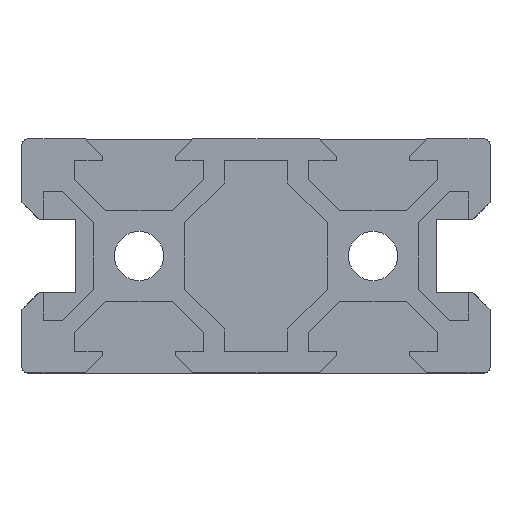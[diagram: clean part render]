
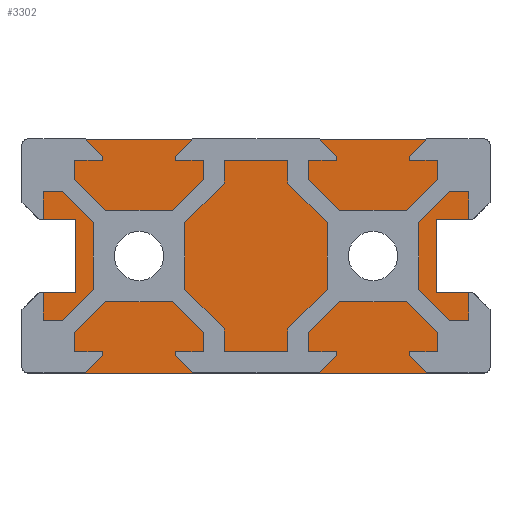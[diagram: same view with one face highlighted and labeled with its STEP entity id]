
A CAD part, front view. The second image highlights one B-rep face of the part: STEP entity #3302.
In plain terms, the highlighted planar face has unit normal (0, -1, 0).
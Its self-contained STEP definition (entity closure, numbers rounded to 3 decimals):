
#57=FACE_BOUND('',#507,.T.);
#58=FACE_BOUND('',#508,.T.);
#166=PLANE('',#3558);
#320=FACE_OUTER_BOUND('',#506,.T.);
#506=EDGE_LOOP('',(#2903,#2904,#2905,#2906,#2907,#2908,#2909,#2910,#2911,
#2912,#2913,#2914,#2915,#2916,#2917,#2918,#2919,#2920,#2921,#2922));
#507=EDGE_LOOP('',(#2923));
#508=EDGE_LOOP('',(#2924));
#875=LINE('',#5293,#1267);
#882=LINE('',#5332,#1274);
#895=LINE('',#5359,#1287);
#896=LINE('',#5361,#1288);
#897=LINE('',#5363,#1289);
#898=LINE('',#5365,#1290);
#899=LINE('',#5367,#1291);
#900=LINE('',#5369,#1292);
#901=LINE('',#5370,#1293);
#902=LINE('',#5372,#1294);
#903=LINE('',#5374,#1295);
#904=LINE('',#5376,#1296);
#905=LINE('',#5378,#1297);
#906=LINE('',#5380,#1298);
#907=LINE('',#5382,#1299);
#908=LINE('',#5383,#1300);
#1267=VECTOR('',#4249,10.);
#1274=VECTOR('',#4292,10.);
#1287=VECTOR('',#4307,10.);
#1288=VECTOR('',#4308,10.);
#1289=VECTOR('',#4309,10.);
#1290=VECTOR('',#4310,10.);
#1291=VECTOR('',#4311,10.);
#1292=VECTOR('',#4312,10.);
#1293=VECTOR('',#4313,10.);
#1294=VECTOR('',#4314,10.);
#1295=VECTOR('',#4315,10.);
#1296=VECTOR('',#4316,10.);
#1297=VECTOR('',#4317,10.);
#1298=VECTOR('',#4318,10.);
#1299=VECTOR('',#4319,10.);
#1300=VECTOR('',#4320,10.);
#1389=CIRCLE('',#3525,0.5);
#1398=CIRCLE('',#3538,0.5);
#1401=CIRCLE('',#3543,0.5);
#1410=CIRCLE('',#3556,0.5);
#1411=CIRCLE('',#3559,2.6);
#1412=CIRCLE('',#3560,2.6);
#1661=VERTEX_POINT('',#5260);
#1662=VERTEX_POINT('',#5261);
#1671=VERTEX_POINT('',#5287);
#1672=VERTEX_POINT('',#5288);
#1675=VERTEX_POINT('',#5299);
#1676=VERTEX_POINT('',#5300);
#1685=VERTEX_POINT('',#5326);
#1686=VERTEX_POINT('',#5327);
#1699=VERTEX_POINT('',#5358);
#1700=VERTEX_POINT('',#5360);
#1701=VERTEX_POINT('',#5362);
#1702=VERTEX_POINT('',#5364);
#1703=VERTEX_POINT('',#5366);
#1704=VERTEX_POINT('',#5368);
#1705=VERTEX_POINT('',#5371);
#1706=VERTEX_POINT('',#5373);
#1707=VERTEX_POINT('',#5375);
#1708=VERTEX_POINT('',#5377);
#1709=VERTEX_POINT('',#5379);
#1710=VERTEX_POINT('',#5381);
#1711=VERTEX_POINT('',#5384);
#1712=VERTEX_POINT('',#5386);
#2075=EDGE_CURVE('',#1661,#1662,#1389,.T.);
#2088=EDGE_CURVE('',#1671,#1672,#1398,.T.);
#2091=EDGE_CURVE('',#1661,#1672,#875,.T.);
#2094=EDGE_CURVE('',#1675,#1676,#1401,.T.);
#2107=EDGE_CURVE('',#1685,#1686,#1410,.T.);
#2110=EDGE_CURVE('',#1685,#1676,#882,.T.);
#2123=EDGE_CURVE('',#1671,#1699,#895,.T.);
#2124=EDGE_CURVE('',#1699,#1700,#896,.T.);
#2125=EDGE_CURVE('',#1700,#1701,#897,.T.);
#2126=EDGE_CURVE('',#1701,#1702,#898,.F.);
#2127=EDGE_CURVE('',#1702,#1703,#899,.T.);
#2128=EDGE_CURVE('',#1703,#1704,#900,.T.);
#2129=EDGE_CURVE('',#1704,#1686,#901,.T.);
#2130=EDGE_CURVE('',#1675,#1705,#902,.T.);
#2131=EDGE_CURVE('',#1705,#1706,#903,.T.);
#2132=EDGE_CURVE('',#1706,#1707,#904,.T.);
#2133=EDGE_CURVE('',#1707,#1708,#905,.F.);
#2134=EDGE_CURVE('',#1708,#1709,#906,.T.);
#2135=EDGE_CURVE('',#1709,#1710,#907,.T.);
#2136=EDGE_CURVE('',#1710,#1662,#908,.T.);
#2137=EDGE_CURVE('',#1711,#1711,#1411,.T.);
#2138=EDGE_CURVE('',#1712,#1712,#1412,.T.);
#2903=ORIENTED_EDGE('',*,*,#2075,.F.);
#2904=ORIENTED_EDGE('',*,*,#2091,.T.);
#2905=ORIENTED_EDGE('',*,*,#2088,.F.);
#2906=ORIENTED_EDGE('',*,*,#2123,.T.);
#2907=ORIENTED_EDGE('',*,*,#2124,.T.);
#2908=ORIENTED_EDGE('',*,*,#2125,.T.);
#2909=ORIENTED_EDGE('',*,*,#2126,.T.);
#2910=ORIENTED_EDGE('',*,*,#2127,.T.);
#2911=ORIENTED_EDGE('',*,*,#2128,.T.);
#2912=ORIENTED_EDGE('',*,*,#2129,.T.);
#2913=ORIENTED_EDGE('',*,*,#2107,.F.);
#2914=ORIENTED_EDGE('',*,*,#2110,.T.);
#2915=ORIENTED_EDGE('',*,*,#2094,.F.);
#2916=ORIENTED_EDGE('',*,*,#2130,.T.);
#2917=ORIENTED_EDGE('',*,*,#2131,.T.);
#2918=ORIENTED_EDGE('',*,*,#2132,.T.);
#2919=ORIENTED_EDGE('',*,*,#2133,.T.);
#2920=ORIENTED_EDGE('',*,*,#2134,.T.);
#2921=ORIENTED_EDGE('',*,*,#2135,.T.);
#2922=ORIENTED_EDGE('',*,*,#2136,.T.);
#2923=ORIENTED_EDGE('',*,*,#2137,.T.);
#2924=ORIENTED_EDGE('',*,*,#2138,.T.);
#3302=ADVANCED_FACE('',(#320,#57,#58),#166,.F.);
#3525=AXIS2_PLACEMENT_3D('',#5262,#4213,#4214);
#3538=AXIS2_PLACEMENT_3D('',#5289,#4243,#4244);
#3543=AXIS2_PLACEMENT_3D('',#5301,#4256,#4257);
#3556=AXIS2_PLACEMENT_3D('',#5328,#4286,#4287);
#3558=AXIS2_PLACEMENT_3D('',#5357,#4305,#4306);
#3559=AXIS2_PLACEMENT_3D('',#5385,#4321,#4322);
#3560=AXIS2_PLACEMENT_3D('',#5387,#4323,#4324);
#4213=DIRECTION('center_axis',(0.,1.,0.));
#4214=DIRECTION('ref_axis',(0.707,0.,0.707));
#4243=DIRECTION('center_axis',(0.,1.,0.));
#4244=DIRECTION('ref_axis',(-0.707,0.,0.707));
#4249=DIRECTION('',(-1.,0.,0.));
#4256=DIRECTION('center_axis',(0.,1.,0.));
#4257=DIRECTION('ref_axis',(0.707,0.,-0.707));
#4286=DIRECTION('center_axis',(0.,1.,0.));
#4287=DIRECTION('ref_axis',(-0.707,0.,-0.707));
#4292=DIRECTION('',(1.,0.,0.));
#4305=DIRECTION('center_axis',(0.,1.,0.));
#4306=DIRECTION('ref_axis',(-1.,0.,0.));
#4307=DIRECTION('',(0.,0.,-1.));
#4308=DIRECTION('',(0.708,0.,-0.706));
#4309=DIRECTION('',(1.,0.,0.));
#4310=DIRECTION('',(0.,0.,1.));
#4311=DIRECTION('',(-1.,0.,0.));
#4312=DIRECTION('',(-0.708,0.,-0.706));
#4313=DIRECTION('',(0.,0.,-1.));
#4314=DIRECTION('',(0.,0.,1.));
#4315=DIRECTION('',(-0.708,0.,0.706));
#4316=DIRECTION('',(-1.,0.,0.));
#4317=DIRECTION('',(0.,0.,-1.));
#4318=DIRECTION('',(1.,0.,0.));
#4319=DIRECTION('',(0.708,0.,0.706));
#4320=DIRECTION('',(0.,0.,1.));
#4321=DIRECTION('center_axis',(0.,1.,0.));
#4322=DIRECTION('ref_axis',(-1.,0.,0.));
#4323=DIRECTION('center_axis',(0.,1.,0.));
#4324=DIRECTION('ref_axis',(1.,0.,0.));
#5260=CARTESIAN_POINT('',(29.5,200.,10.));
#5261=CARTESIAN_POINT('',(30.,200.,9.5));
#5262=CARTESIAN_POINT('Origin',(29.5,200.,9.5));
#5287=CARTESIAN_POINT('',(-10.,200.,9.5));
#5288=CARTESIAN_POINT('',(-9.5,200.,10.));
#5289=CARTESIAN_POINT('Origin',(-9.5,200.,9.5));
#5293=CARTESIAN_POINT('',(30.,200.,10.));
#5299=CARTESIAN_POINT('',(30.,200.,-9.5));
#5300=CARTESIAN_POINT('',(29.5,200.,-10.));
#5301=CARTESIAN_POINT('Origin',(29.5,200.,-9.5));
#5326=CARTESIAN_POINT('',(-9.5,200.,-10.));
#5327=CARTESIAN_POINT('',(-10.,200.,-9.5));
#5328=CARTESIAN_POINT('Origin',(-9.5,200.,-9.5));
#5332=CARTESIAN_POINT('',(-10.,200.,-10.));
#5357=CARTESIAN_POINT('Origin',(10.,200.,0.));
#5358=CARTESIAN_POINT('',(-10.,200.,4.58));
#5359=CARTESIAN_POINT('',(-10.,200.,10.));
#5360=CARTESIAN_POINT('',(-8.542,200.,3.125));
#5361=CARTESIAN_POINT('',(-3.843,200.,-1.562));
#5362=CARTESIAN_POINT('',(-5.4,200.,3.125));
#5363=CARTESIAN_POINT('',(0.729,200.,3.125));
#5364=CARTESIAN_POINT('',(-5.4,200.,-3.125));
#5365=CARTESIAN_POINT('',(-5.4,200.,1.42));
#5366=CARTESIAN_POINT('',(-8.542,200.,-3.125));
#5367=CARTESIAN_POINT('',(0.904,200.,-3.125));
#5368=CARTESIAN_POINT('',(-10.,200.,-4.58));
#5369=CARTESIAN_POINT('',(-3.114,200.,2.29));
#5370=CARTESIAN_POINT('',(-10.,200.,10.));
#5371=CARTESIAN_POINT('',(30.,200.,-4.58));
#5372=CARTESIAN_POINT('',(30.,200.,-10.));
#5373=CARTESIAN_POINT('',(28.542,200.,-3.125));
#5374=CARTESIAN_POINT('',(23.843,200.,1.562));
#5375=CARTESIAN_POINT('',(25.4,200.,-3.125));
#5376=CARTESIAN_POINT('',(19.271,200.,-3.125));
#5377=CARTESIAN_POINT('',(25.4,200.,3.125));
#5378=CARTESIAN_POINT('',(25.4,200.,-1.42));
#5379=CARTESIAN_POINT('',(28.542,200.,3.125));
#5380=CARTESIAN_POINT('',(19.096,200.,3.125));
#5381=CARTESIAN_POINT('',(30.,200.,4.58));
#5382=CARTESIAN_POINT('',(23.114,200.,-2.29));
#5383=CARTESIAN_POINT('',(30.,200.,-10.));
#5384=CARTESIAN_POINT('',(2.6,200.,0.));
#5385=CARTESIAN_POINT('Origin',(0.,200.,0.));
#5386=CARTESIAN_POINT('',(17.4,200.,0.));
#5387=CARTESIAN_POINT('Origin',(20.,200.,0.));
